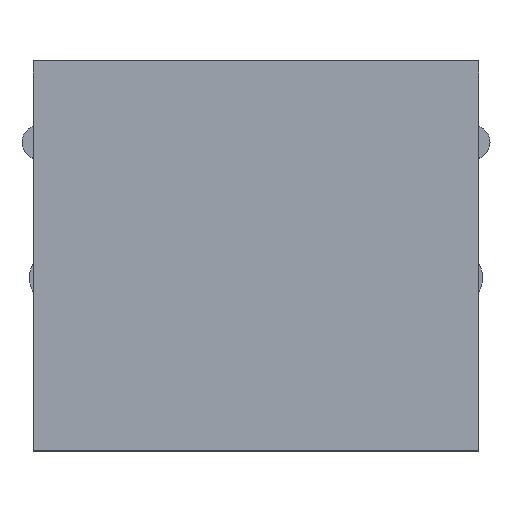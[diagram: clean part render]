
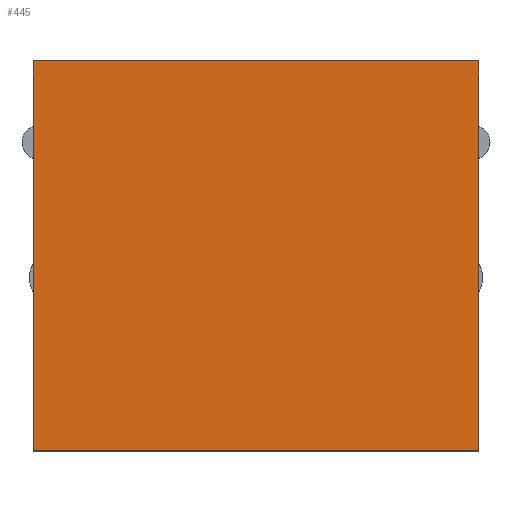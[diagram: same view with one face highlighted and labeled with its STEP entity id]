
A CAD part, top view. The second image highlights one B-rep face of the part: STEP entity #445.
In plain terms, the highlighted planar face has unit normal (0, 0, 1).
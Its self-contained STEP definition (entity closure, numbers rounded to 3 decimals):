
#131 = VERTEX_POINT('',#132);
#132 = CARTESIAN_POINT('',(-4.78,5.56,14.75));
#139 = PLANE('',#140);
#140 = AXIS2_PLACEMENT_3D('',#141,#142,#143);
#141 = CARTESIAN_POINT('',(-4.78,5.56,0.));
#142 = DIRECTION('',(0.,1.,0.));
#143 = DIRECTION('',(1.,0.,0.));
#151 = PLANE('',#152);
#152 = AXIS2_PLACEMENT_3D('',#153,#154,#155);
#153 = CARTESIAN_POINT('',(-4.78,-9.04,0.));
#154 = DIRECTION('',(-1.,0.,0.));
#155 = DIRECTION('',(0.,1.,0.));
#163 = EDGE_CURVE('',#131,#164,#166,.T.);
#164 = VERTEX_POINT('',#165);
#165 = CARTESIAN_POINT('',(11.92,5.56,14.75));
#166 = SURFACE_CURVE('',#167,(#171,#178),.PCURVE_S1.);
#167 = LINE('',#168,#169);
#168 = CARTESIAN_POINT('',(-4.78,5.56,14.75));
#169 = VECTOR('',#170,1.);
#170 = DIRECTION('',(1.,0.,0.));
#171 = PCURVE('',#139,#172);
#172 = DEFINITIONAL_REPRESENTATION('',(#173),#177);
#173 = LINE('',#174,#175);
#174 = CARTESIAN_POINT('',(0.,-14.75));
#175 = VECTOR('',#176,1.);
#176 = DIRECTION('',(1.,0.));
#177 = ( GEOMETRIC_REPRESENTATION_CONTEXT(2) 
PARAMETRIC_REPRESENTATION_CONTEXT() REPRESENTATION_CONTEXT('2D SPACE',''
  ) );
#178 = PCURVE('',#179,#184);
#179 = PLANE('',#180);
#180 = AXIS2_PLACEMENT_3D('',#181,#182,#183);
#181 = CARTESIAN_POINT('',(3.57,-1.74,14.75));
#182 = DIRECTION('',(-0.,-0.,-1.));
#183 = DIRECTION('',(-1.,0.,0.));
#184 = DEFINITIONAL_REPRESENTATION('',(#185),#189);
#185 = LINE('',#186,#187);
#186 = CARTESIAN_POINT('',(8.35,7.3));
#187 = VECTOR('',#188,1.);
#188 = DIRECTION('',(-1.,0.));
#189 = ( GEOMETRIC_REPRESENTATION_CONTEXT(2) 
PARAMETRIC_REPRESENTATION_CONTEXT() REPRESENTATION_CONTEXT('2D SPACE',''
  ) );
#207 = PLANE('',#208);
#208 = AXIS2_PLACEMENT_3D('',#209,#210,#211);
#209 = CARTESIAN_POINT('',(11.92,5.56,0.));
#210 = DIRECTION('',(1.,0.,-0.));
#211 = DIRECTION('',(0.,-1.,0.));
#249 = EDGE_CURVE('',#164,#250,#252,.T.);
#250 = VERTEX_POINT('',#251);
#251 = CARTESIAN_POINT('',(11.92,-9.04,14.75));
#252 = SURFACE_CURVE('',#253,(#257,#264),.PCURVE_S1.);
#253 = LINE('',#254,#255);
#254 = CARTESIAN_POINT('',(11.92,5.56,14.75));
#255 = VECTOR('',#256,1.);
#256 = DIRECTION('',(0.,-1.,0.));
#257 = PCURVE('',#207,#258);
#258 = DEFINITIONAL_REPRESENTATION('',(#259),#263);
#259 = LINE('',#260,#261);
#260 = CARTESIAN_POINT('',(0.,-14.75));
#261 = VECTOR('',#262,1.);
#262 = DIRECTION('',(1.,0.));
#263 = ( GEOMETRIC_REPRESENTATION_CONTEXT(2) 
PARAMETRIC_REPRESENTATION_CONTEXT() REPRESENTATION_CONTEXT('2D SPACE',''
  ) );
#264 = PCURVE('',#179,#265);
#265 = DEFINITIONAL_REPRESENTATION('',(#266),#270);
#266 = LINE('',#267,#268);
#267 = CARTESIAN_POINT('',(-8.35,7.3));
#268 = VECTOR('',#269,1.);
#269 = DIRECTION('',(0.,-1.));
#270 = ( GEOMETRIC_REPRESENTATION_CONTEXT(2) 
PARAMETRIC_REPRESENTATION_CONTEXT() REPRESENTATION_CONTEXT('2D SPACE',''
  ) );
#288 = PLANE('',#289);
#289 = AXIS2_PLACEMENT_3D('',#290,#291,#292);
#290 = CARTESIAN_POINT('',(11.92,-9.04,0.));
#291 = DIRECTION('',(0.,-1.,0.));
#292 = DIRECTION('',(-1.,0.,0.));
#325 = EDGE_CURVE('',#250,#326,#328,.T.);
#326 = VERTEX_POINT('',#327);
#327 = CARTESIAN_POINT('',(-4.78,-9.04,14.75));
#328 = SURFACE_CURVE('',#329,(#333,#340),.PCURVE_S1.);
#329 = LINE('',#330,#331);
#330 = CARTESIAN_POINT('',(11.92,-9.04,14.75));
#331 = VECTOR('',#332,1.);
#332 = DIRECTION('',(-1.,0.,0.));
#333 = PCURVE('',#288,#334);
#334 = DEFINITIONAL_REPRESENTATION('',(#335),#339);
#335 = LINE('',#336,#337);
#336 = CARTESIAN_POINT('',(0.,-14.75));
#337 = VECTOR('',#338,1.);
#338 = DIRECTION('',(1.,0.));
#339 = ( GEOMETRIC_REPRESENTATION_CONTEXT(2) 
PARAMETRIC_REPRESENTATION_CONTEXT() REPRESENTATION_CONTEXT('2D SPACE',''
  ) );
#340 = PCURVE('',#179,#341);
#341 = DEFINITIONAL_REPRESENTATION('',(#342),#346);
#342 = LINE('',#343,#344);
#343 = CARTESIAN_POINT('',(-8.35,-7.3));
#344 = VECTOR('',#345,1.);
#345 = DIRECTION('',(1.,0.));
#346 = ( GEOMETRIC_REPRESENTATION_CONTEXT(2) 
PARAMETRIC_REPRESENTATION_CONTEXT() REPRESENTATION_CONTEXT('2D SPACE',''
  ) );
#396 = EDGE_CURVE('',#326,#131,#397,.T.);
#397 = SURFACE_CURVE('',#398,(#402,#409),.PCURVE_S1.);
#398 = LINE('',#399,#400);
#399 = CARTESIAN_POINT('',(-4.78,-9.04,14.75));
#400 = VECTOR('',#401,1.);
#401 = DIRECTION('',(0.,1.,0.));
#402 = PCURVE('',#151,#403);
#403 = DEFINITIONAL_REPRESENTATION('',(#404),#408);
#404 = LINE('',#405,#406);
#405 = CARTESIAN_POINT('',(0.,-14.75));
#406 = VECTOR('',#407,1.);
#407 = DIRECTION('',(1.,0.));
#408 = ( GEOMETRIC_REPRESENTATION_CONTEXT(2) 
PARAMETRIC_REPRESENTATION_CONTEXT() REPRESENTATION_CONTEXT('2D SPACE',''
  ) );
#409 = PCURVE('',#179,#410);
#410 = DEFINITIONAL_REPRESENTATION('',(#411),#415);
#411 = LINE('',#412,#413);
#412 = CARTESIAN_POINT('',(8.35,-7.3));
#413 = VECTOR('',#414,1.);
#414 = DIRECTION('',(0.,1.));
#415 = ( GEOMETRIC_REPRESENTATION_CONTEXT(2) 
PARAMETRIC_REPRESENTATION_CONTEXT() REPRESENTATION_CONTEXT('2D SPACE',''
  ) );
#445 = ADVANCED_FACE('',(#446),#179,.F.);
#446 = FACE_BOUND('',#447,.F.);
#447 = EDGE_LOOP('',(#448,#449,#450,#451));
#448 = ORIENTED_EDGE('',*,*,#163,.T.);
#449 = ORIENTED_EDGE('',*,*,#249,.T.);
#450 = ORIENTED_EDGE('',*,*,#325,.T.);
#451 = ORIENTED_EDGE('',*,*,#396,.T.);
